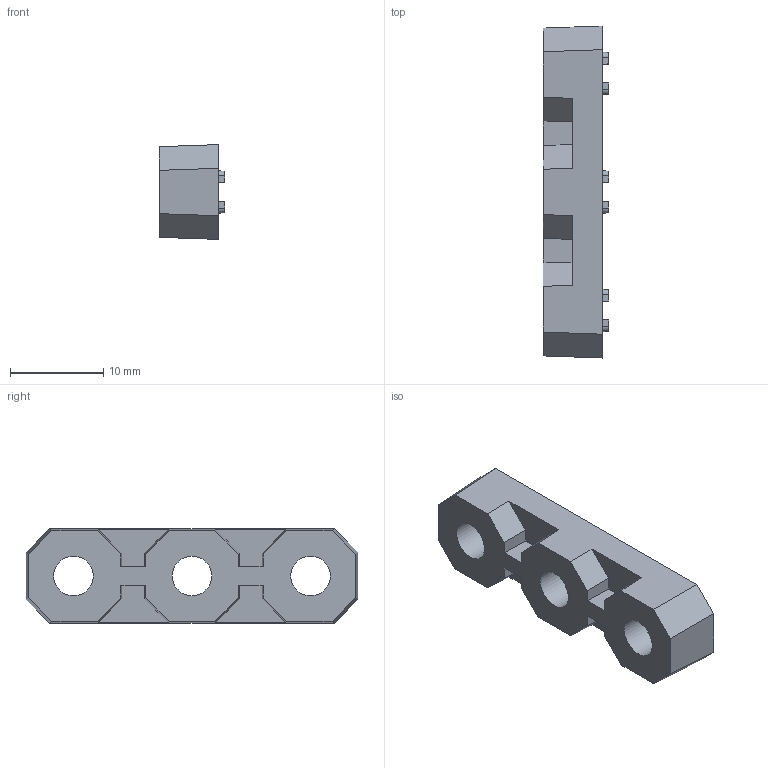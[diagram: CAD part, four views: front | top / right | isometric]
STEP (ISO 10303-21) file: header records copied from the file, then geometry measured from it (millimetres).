
FILE_DESCRIPTION(/* description */ (''),/* implementation_level */ '2;1');
FILE_NAME(/* name */ 'Bearing Flat, Delrin_MIR4.ipt.step',/* time_stamp */ '2020-04-16T22:53:01-04:00',/* author */ ('Jordan'),/* organization */ (''),/* preprocessor_version */ 'ST-DEVELOPER v17',/* originating_system */ 'Autodesk Inventor 2019',/* authorisation */ '');
FILE_SCHEMA (('AUTOMOTIVE_DESIGN { 1 0 10303 214 3 1 1 }'));
Length unit declared in the file: inch
Products named in the file (1): Bearing Flat, Delrin_MIR4
Bounding box: 7.04 x 35.56 x 10.16 mm (x, y, z)
Volume: 1497 mm3; surface area: 1585.5 mm2
Topology: 1 solids, 1 shells, 131 faces, 351 edges, 236 vertices
Faces by surface type: plane 104, cylinder 15, cone 12
Full cylindrical faces by diameter (mm): 4.242 x3
Entity records: 4281 total; most frequent: CARTESIAN_POINT 791, ORIENTED_EDGE 702, DIRECTION 651, EDGE_CURVE 351, LINE 267, VECTOR 267, VERTEX_POINT 236, AXIS2_PLACEMENT_3D 192
